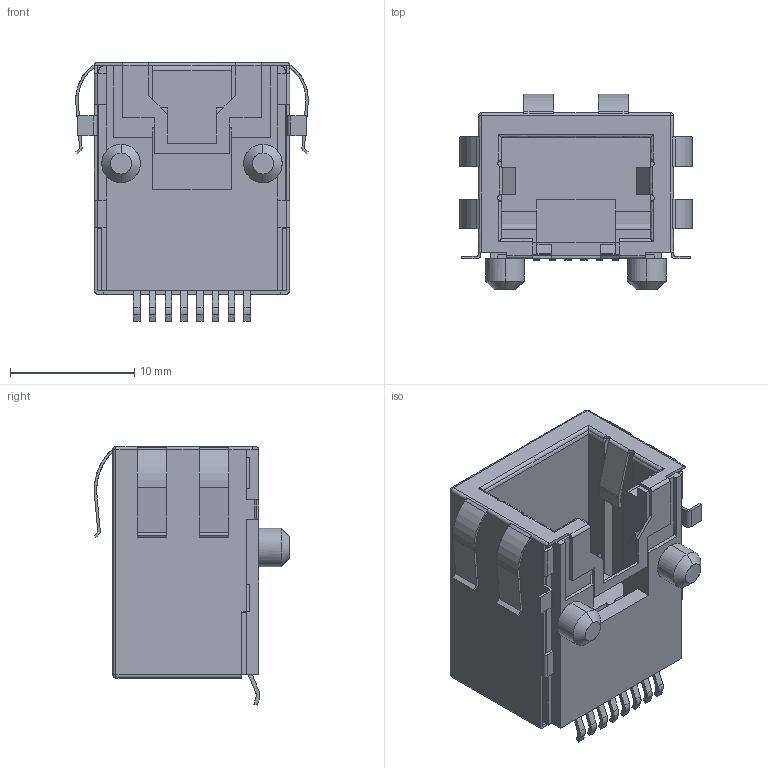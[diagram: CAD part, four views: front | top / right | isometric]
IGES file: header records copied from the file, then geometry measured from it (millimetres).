
Start section: SolidWorks IGES file using analytic representation for surfaces
Global section: file name: GMX-SMT2-S6-88_A.IGS; native system: SolidWorks 2020; preprocessor: SolidWorks 2020; author: Dan; date: 200320.152745; units: millimetre
Bounding box: 18.74 x 15.75 x 20.85 mm (x, y, z)
Surface area: 3508.2 mm2 (no closed solid volume)
Topology: 0 solids, 0 shells, 355 faces, 2452 edges, 2446 vertices
Faces by surface type: bspline 258, revolution 97
